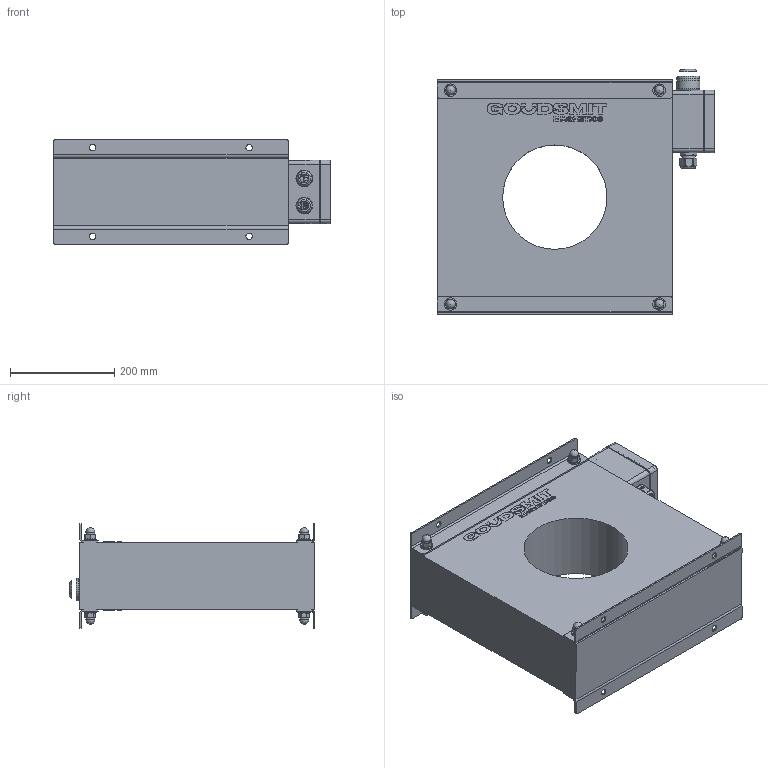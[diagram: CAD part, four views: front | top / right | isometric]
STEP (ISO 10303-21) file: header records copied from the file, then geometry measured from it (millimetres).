
FILE_DESCRIPTION(/* description */ (''),/* implementation_level */ '2;1');
FILE_NAME(/* name */ 'EDTD020002.stp',/* time_stamp */ '2023-03-15T10:56:20+01:00',/* author */ ('dk'),/* organization */ (''),/* preprocessor_version */ 'ST-DEVELOPER v18.1',/* originating_system */ 'Autodesk Inventor 2021',/* authorisation */ '');
FILE_SCHEMA (('AUTOMOTIVE_DESIGN { 1 0 10303 214 3 1 1 }'));
Products named in the file (1): Part13
Bounding box: 531.2 x 470.18 x 200 mm (x, y, z)
Volume: 13643292.4 mm3; surface area: 1429159.2 mm2
Topology: 1 solids, 37 shells, 2386 faces, 6472 edges, 4255 vertices
Faces by surface type: plane 1524, cylinder 477, cone 203, bspline 132, torus 38, sphere 12
Full cylindrical faces by diameter (mm): 4 x8, 4.917 x11, 5 x4, 5.5 x4, 5.6 x6, 6 x12, 7 x8, 10 x8, 10.106 x8, 11 x4, 12 x8, 12.2 x16, 13 x8, 13.5 x2, 17 x12, 20.4 x1, 22 x2, 22.5 x1, 24 x8, 26 x2, 27 x1, 32 x2, 44 x1, 200 x1, 220 x1, 410 x1
Entity records: 78793 total; most frequent: CARTESIAN_POINT 16378, ORIENTED_EDGE 12774, DIRECTION 11994, EDGE_CURVE 6451, VERTEX_POINT 4255, LINE 4208, VECTOR 4208, AXIS2_PLACEMENT_3D 3893
